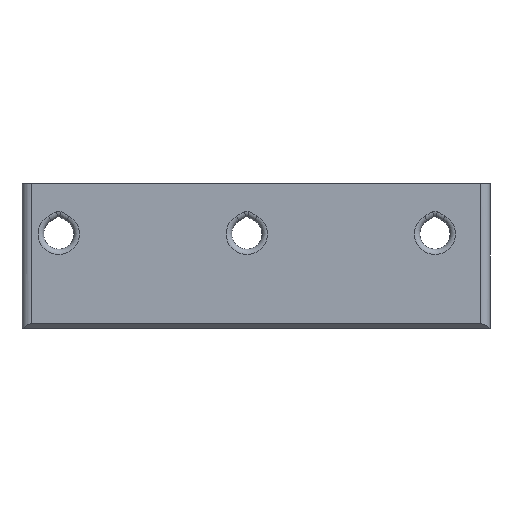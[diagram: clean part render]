
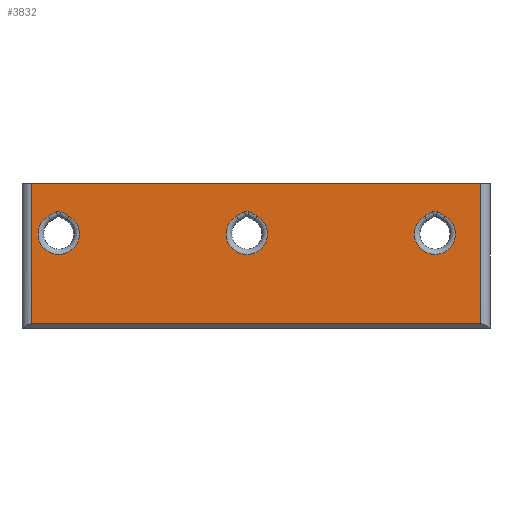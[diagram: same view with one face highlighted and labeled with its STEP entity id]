
A CAD part, front view. The second image highlights one B-rep face of the part: STEP entity #3832.
In plain terms, the highlighted planar face has unit normal (0, -1, 0).
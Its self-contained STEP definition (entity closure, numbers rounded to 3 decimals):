
#31=FACE_BOUND('',#386,.T.);
#32=FACE_BOUND('',#387,.T.);
#33=FACE_BOUND('',#388,.T.);
#172=FACE_OUTER_BOUND('',#385,.T.);
#385=EDGE_LOOP('',(#2906,#2907,#2908,#2909));
#386=EDGE_LOOP('',(#2910,#2911,#2912,#2913));
#387=EDGE_LOOP('',(#2914,#2915,#2916,#2917));
#388=EDGE_LOOP('',(#2918,#2919,#2920,#2921));
#540=CIRCLE('',#4095,2.25);
#541=CIRCLE('',#4096,2.25);
#542=CIRCLE('',#4097,2.25);
#582=LINE('',#5377,#1076);
#820=LINE('',#5927,#1314);
#832=LINE('',#5954,#1326);
#833=LINE('',#5957,#1327);
#835=LINE('',#5963,#1329);
#836=LINE('',#5965,#1330);
#837=LINE('',#5968,#1331);
#838=LINE('',#5971,#1332);
#839=LINE('',#5973,#1333);
#840=LINE('',#5975,#1334);
#841=LINE('',#5979,#1335);
#842=LINE('',#5981,#1336);
#843=LINE('',#5984,#1337);
#1076=VECTOR('',#4315,10.);
#1314=VECTOR('',#4717,10.);
#1326=VECTOR('',#4741,10.);
#1327=VECTOR('',#4746,10.);
#1329=VECTOR('',#4752,10.);
#1330=VECTOR('',#4753,10.);
#1331=VECTOR('',#4756,10.);
#1332=VECTOR('',#4757,10.);
#1333=VECTOR('',#4758,10.);
#1334=VECTOR('',#4759,10.);
#1335=VECTOR('',#4762,10.);
#1336=VECTOR('',#4763,10.);
#1337=VECTOR('',#4766,10.);
#1576=VERTEX_POINT('',#5374);
#1577=VERTEX_POINT('',#5376);
#1771=VERTEX_POINT('',#5926);
#1780=VERTEX_POINT('',#5953);
#1781=VERTEX_POINT('',#5961);
#1782=VERTEX_POINT('',#5962);
#1783=VERTEX_POINT('',#5964);
#1784=VERTEX_POINT('',#5966);
#1785=VERTEX_POINT('',#5969);
#1786=VERTEX_POINT('',#5970);
#1787=VERTEX_POINT('',#5972);
#1788=VERTEX_POINT('',#5974);
#1789=VERTEX_POINT('',#5977);
#1790=VERTEX_POINT('',#5978);
#1791=VERTEX_POINT('',#5980);
#1792=VERTEX_POINT('',#5982);
#1944=EDGE_CURVE('',#1577,#1576,#582,.T.);
#2202=EDGE_CURVE('',#1577,#1771,#820,.T.);
#2217=EDGE_CURVE('',#1771,#1780,#832,.T.);
#2219=EDGE_CURVE('',#1780,#1576,#833,.T.);
#2221=EDGE_CURVE('',#1781,#1782,#835,.T.);
#2222=EDGE_CURVE('',#1783,#1781,#836,.T.);
#2223=EDGE_CURVE('',#1784,#1783,#540,.T.);
#2224=EDGE_CURVE('',#1782,#1784,#837,.T.);
#2225=EDGE_CURVE('',#1785,#1786,#838,.T.);
#2226=EDGE_CURVE('',#1787,#1785,#839,.T.);
#2227=EDGE_CURVE('',#1788,#1787,#840,.T.);
#2228=EDGE_CURVE('',#1786,#1788,#541,.T.);
#2229=EDGE_CURVE('',#1789,#1790,#841,.T.);
#2230=EDGE_CURVE('',#1791,#1789,#842,.T.);
#2231=EDGE_CURVE('',#1792,#1791,#542,.T.);
#2232=EDGE_CURVE('',#1790,#1792,#843,.T.);
#2906=ORIENTED_EDGE('',*,*,#2202,.F.);
#2907=ORIENTED_EDGE('',*,*,#1944,.T.);
#2908=ORIENTED_EDGE('',*,*,#2219,.F.);
#2909=ORIENTED_EDGE('',*,*,#2217,.F.);
#2910=ORIENTED_EDGE('',*,*,#2221,.F.);
#2911=ORIENTED_EDGE('',*,*,#2222,.F.);
#2912=ORIENTED_EDGE('',*,*,#2223,.F.);
#2913=ORIENTED_EDGE('',*,*,#2224,.F.);
#2914=ORIENTED_EDGE('',*,*,#2225,.F.);
#2915=ORIENTED_EDGE('',*,*,#2226,.F.);
#2916=ORIENTED_EDGE('',*,*,#2227,.F.);
#2917=ORIENTED_EDGE('',*,*,#2228,.F.);
#2918=ORIENTED_EDGE('',*,*,#2229,.F.);
#2919=ORIENTED_EDGE('',*,*,#2230,.F.);
#2920=ORIENTED_EDGE('',*,*,#2231,.F.);
#2921=ORIENTED_EDGE('',*,*,#2232,.F.);
#3642=PLANE('',#4094);
#3832=ADVANCED_FACE('',(#172,#31,#32,#33),#3642,.F.);
#4094=AXIS2_PLACEMENT_3D('',#5960,#4750,#4751);
#4095=AXIS2_PLACEMENT_3D('',#5967,#4754,#4755);
#4096=AXIS2_PLACEMENT_3D('',#5976,#4760,#4761);
#4097=AXIS2_PLACEMENT_3D('',#5983,#4764,#4765);
#4315=DIRECTION('',(-1.,0.,0.));
#4717=DIRECTION('',(0.,0.,-1.));
#4741=DIRECTION('',(-1.,0.,0.));
#4746=DIRECTION('',(0.,0.,1.));
#4750=DIRECTION('center_axis',(0.,1.,0.));
#4751=DIRECTION('ref_axis',(1.,0.,0.));
#4752=DIRECTION('',(-1.,0.,0.));
#4753=DIRECTION('',(-0.866,0.,0.5));
#4754=DIRECTION('center_axis',(0.,-1.,0.));
#4755=DIRECTION('ref_axis',(0.,0.,-1.));
#4756=DIRECTION('',(-0.866,0.,-0.5));
#4757=DIRECTION('',(-0.866,0.,-0.5));
#4758=DIRECTION('',(-1.,0.,0.));
#4759=DIRECTION('',(-0.866,0.,0.5));
#4760=DIRECTION('center_axis',(0.,-1.,0.));
#4761=DIRECTION('ref_axis',(0.,0.,
-1.));
#4762=DIRECTION('',(-1.,0.,0.));
#4763=DIRECTION('',(-0.866,0.,0.5));
#4764=DIRECTION('center_axis',(0.,-1.,0.));
#4765=DIRECTION('ref_axis',(0.,0.,-1.));
#4766=DIRECTION('',(-0.866,0.,-0.5));
#5374=CARTESIAN_POINT('',(-3.,9.5,15.));
#5376=CARTESIAN_POINT('',(46.,9.5,15.));
#5377=CARTESIAN_POINT('',(47.,9.5,15.));
#5926=CARTESIAN_POINT('',(46.,9.5,-0.3));
#5927=CARTESIAN_POINT('',(46.,9.5,11.05));
#5953=CARTESIAN_POINT('',(-3.,9.5,-0.3));
#5954=CARTESIAN_POINT('',(29.3,9.5,-0.3));
#5957=CARTESIAN_POINT('',(-3.,9.5,3.15));
#5960=CARTESIAN_POINT('Origin',(20.5,9.5,7.1));
#5961=CARTESIAN_POINT('',(20.756,9.5,11.95));
#5962=CARTESIAN_POINT('',(20.244,9.5,11.95));
#5963=CARTESIAN_POINT('',(20.452,9.5,11.95));
#5964=CARTESIAN_POINT('',(21.625,9.5,11.449));
#5965=CARTESIAN_POINT('',(21.78,9.5,11.359));
#5966=CARTESIAN_POINT('',(19.375,9.5,11.449));
#5967=CARTESIAN_POINT('Origin',(20.5,9.5,9.5));
#5968=CARTESIAN_POINT('',(18.855,9.5,11.149));
#5969=CARTESIAN_POINT('',(-0.256,9.5,11.95));
#5970=CARTESIAN_POINT('',(-1.125,9.5,11.449));
#5971=CARTESIAN_POINT('',(6.408,9.5,15.797));
#5972=CARTESIAN_POINT('',(0.256,9.5,11.95));
#5973=CARTESIAN_POINT('',(10.298,9.5,11.95));
#5974=CARTESIAN_POINT('',(1.125,9.5,11.449));
#5975=CARTESIAN_POINT('',(9.332,9.5,6.71));
#5976=CARTESIAN_POINT('Origin',(0.,9.5,9.5));
#5977=CARTESIAN_POINT('',(41.256,9.5,11.95));
#5978=CARTESIAN_POINT('',(40.744,9.5,11.95));
#5979=CARTESIAN_POINT('',(30.798,9.5,11.95));
#5980=CARTESIAN_POINT('',(42.125,9.5,11.449));
#5981=CARTESIAN_POINT('',(34.957,9.5,15.587));
#5982=CARTESIAN_POINT('',(39.875,9.5,11.449));
#5983=CARTESIAN_POINT('Origin',(41.,9.5,9.5));
#5984=CARTESIAN_POINT('',(32.033,9.5,6.921));
